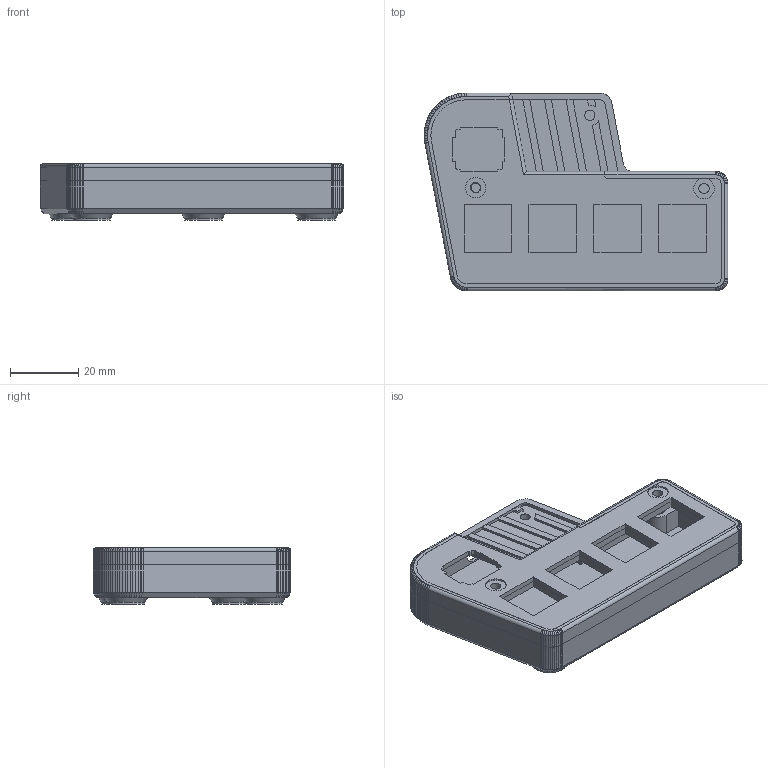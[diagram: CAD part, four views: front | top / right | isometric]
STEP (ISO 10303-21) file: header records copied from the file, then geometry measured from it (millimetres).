
FILE_DESCRIPTION(/* description */ ('KiCad electronic assembly'),/* implementation_level */ '2;1');
FILE_NAME(/* name */ '4KEMP.step',/* time_stamp */ '2026-02-14T17:21:01-08:00',/* author */ (''),/* organization */ (''),/* preprocessor_version */ 'ST-DEVELOPER v20.1',/* originating_system */ 'Autodesk Translation Framework v14.21.0.0',/* authorisation */ '');
FILE_SCHEMA (('AUTOMOTIVE_DESIGN { 1 0 10303 214 3 1 1 }'));
Length unit declared in the file: millimetre
Products named in the file (3): shennyshen 1; Component12; Component13
Assembly tree (2 placements, depth 2):
  shennyshen 1
    Component12
    Component13
Bounding box: 89.13 x 58.02 x 16.65 mm (x, y, z)
Volume: 24624.9 mm3; surface area: 23016.5 mm2
Topology: 2 solids, 2 shells, 760 faces, 2097 edges, 1355 vertices
Faces by surface type: plane 485, cylinder 209, torus 57, cone 9
Full cylindrical faces by diameter (mm): 2.7 x1, 3 x3, 4 x2, 4.812 x1, 6 x2, 11 x4
Entity records: 24193 total; most frequent: CARTESIAN_POINT 4217, ORIENTED_EDGE 4194, DIRECTION 4176, EDGE_CURVE 2097, LINE 1548, VECTOR 1548, VERTEX_POINT 1355, AXIS2_PLACEMENT_3D 1314
